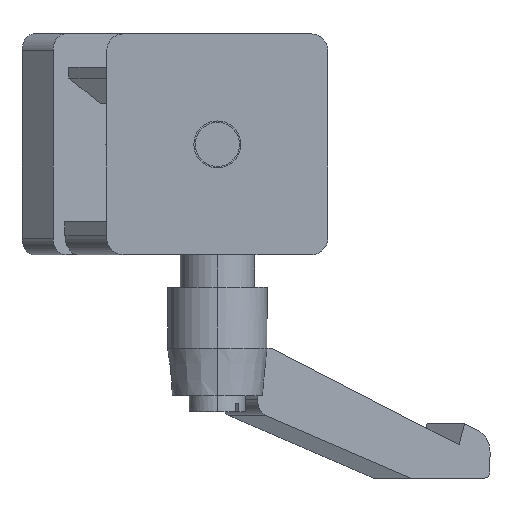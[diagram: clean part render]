
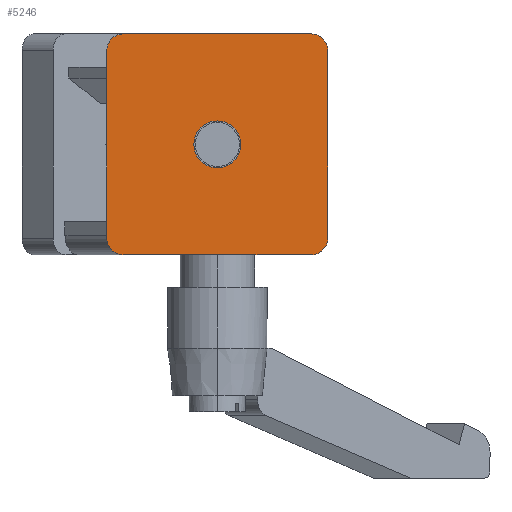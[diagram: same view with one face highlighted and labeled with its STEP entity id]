
A CAD part, front view. The second image highlights one B-rep face of the part: STEP entity #5246.
In plain terms, the highlighted planar face has unit normal (0, -1, 0).
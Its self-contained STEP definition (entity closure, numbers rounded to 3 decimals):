
#74 = FACE_OUTER_BOUND ( 'NONE', #909, .T. ) ;
#218 = CARTESIAN_POINT ( 'NONE',  ( 20., -8., 0. ) ) ;
#260 = ORIENTED_EDGE ( 'NONE', *, *, #4279, .F. ) ;
#309 = CARTESIAN_POINT ( 'NONE',  ( -17., -8., -20. ) ) ;
#342 = DIRECTION ( 'NONE',  ( 0., 0., 1. ) ) ;
#449 = VERTEX_POINT ( 'NONE', #4840 ) ;
#466 = DIRECTION ( 'NONE',  ( 0., 1., 0. ) ) ;
#592 = VERTEX_POINT ( 'NONE', #2360 ) ;
#602 = ORIENTED_EDGE ( 'NONE', *, *, #1174, .F. ) ;
#801 = LINE ( 'NONE', #2631, #1600 ) ;
#816 = DIRECTION ( 'NONE',  ( 0., 1., 0. ) ) ;
#817 = CIRCLE ( 'NONE', #2682, 3. ) ;
#828 = CARTESIAN_POINT ( 'NONE',  ( 20., -8., 17. ) ) ;
#909 = EDGE_LOOP ( 'NONE', ( #3581, #2108, #4094, #4072, #3158, #4583, #260, #602 ) ) ;
#1090 = AXIS2_PLACEMENT_3D ( 'NONE', #2510, #2549, #342 ) ;
#1174 = EDGE_CURVE ( 'NONE', #3089, #1177, #2987, .T. ) ;
#1177 = VERTEX_POINT ( 'NONE', #5641 ) ;
#1270 = LINE ( 'NONE', #4847, #5556 ) ;
#1311 = DIRECTION ( 'NONE',  ( 0., -1., 0. ) ) ;
#1342 = EDGE_LOOP ( 'NONE', ( #3854, #4464 ) ) ;
#1569 = VECTOR ( 'NONE', #3766, 1000. ) ;
#1600 = VECTOR ( 'NONE', #2648, 1000. ) ;
#1656 = CARTESIAN_POINT ( 'NONE',  ( 17., -8., -20. ) ) ;
#1738 = DIRECTION ( 'NONE',  ( 0., -1., 0. ) ) ;
#1877 = EDGE_CURVE ( 'NONE', #3389, #449, #5590, .T. ) ;
#2037 = CIRCLE ( 'NONE', #4026, 3. ) ;
#2108 = ORIENTED_EDGE ( 'NONE', *, *, #1877, .F. ) ;
#2126 = CARTESIAN_POINT ( 'NONE',  ( -17., -8., -17. ) ) ;
#2129 = CIRCLE ( 'NONE', #3921, 4.25 ) ;
#2187 = DIRECTION ( 'NONE',  ( -1., 0., 0. ) ) ;
#2193 = PLANE ( 'NONE',  #4509 ) ;
#2228 = AXIS2_PLACEMENT_3D ( 'NONE', #4808, #1738, #3456 ) ;
#2360 = CARTESIAN_POINT ( 'NONE',  ( 20., -8., -17. ) ) ;
#2421 = AXIS2_PLACEMENT_3D ( 'NONE', #2126, #3951, #5683 ) ;
#2426 = CARTESIAN_POINT ( 'NONE',  ( 0., -8., -20. ) ) ;
#2510 = CARTESIAN_POINT ( 'NONE',  ( -17., -8., 17. ) ) ;
#2529 = EDGE_CURVE ( 'NONE', #2688, #5046, #3217, .T. ) ;
#2549 = DIRECTION ( 'NONE',  ( 0., 1., 0. ) ) ;
#2631 = CARTESIAN_POINT ( 'NONE',  ( -20., -8., 0. ) ) ;
#2648 = DIRECTION ( 'NONE',  ( 0., 0., 1. ) ) ;
#2682 = AXIS2_PLACEMENT_3D ( 'NONE', #4868, #816, #3914 ) ;
#2688 = VERTEX_POINT ( 'NONE', #3122 ) ;
#2987 = CIRCLE ( 'NONE', #1090, 3. ) ;
#3089 = VERTEX_POINT ( 'NONE', #4593 ) ;
#3100 = CARTESIAN_POINT ( 'NONE',  ( 0., -8., 0. ) ) ;
#3122 = CARTESIAN_POINT ( 'NONE',  ( 0., -8., 4.25 ) ) ;
#3158 = ORIENTED_EDGE ( 'NONE', *, *, #3960, .F. ) ;
#3180 = VERTEX_POINT ( 'NONE', #1656 ) ;
#3197 = VERTEX_POINT ( 'NONE', #4339 ) ;
#3217 = CIRCLE ( 'NONE', #2228, 4.25 ) ;
#3222 = LINE ( 'NONE', #2426, #4903 ) ;
#3231 = CARTESIAN_POINT ( 'NONE',  ( 0., -8., -4.25 ) ) ;
#3322 = DIRECTION ( 'NONE',  ( -1., 0., 0. ) ) ;
#3389 = VERTEX_POINT ( 'NONE', #309 ) ;
#3456 = DIRECTION ( 'NONE',  ( 0., 0., -1. ) ) ;
#3505 = FACE_BOUND ( 'NONE', #1342, .T. ) ;
#3528 = EDGE_CURVE ( 'NONE', #592, #3180, #2037, .T. ) ;
#3530 = DIRECTION ( 'NONE',  ( 0., 0., 1. ) ) ;
#3581 = ORIENTED_EDGE ( 'NONE', *, *, #3918, .F. ) ;
#3766 = DIRECTION ( 'NONE',  ( 0., 0., -1. ) ) ;
#3822 = LINE ( 'NONE', #218, #1569 ) ;
#3854 = ORIENTED_EDGE ( 'NONE', *, *, #4012, .F. ) ;
#3914 = DIRECTION ( 'NONE',  ( -1., 0., 0. ) ) ;
#3918 = EDGE_CURVE ( 'NONE', #449, #3089, #801, .T. ) ;
#3921 = AXIS2_PLACEMENT_3D ( 'NONE', #4958, #1311, #4897 ) ;
#3951 = DIRECTION ( 'NONE',  ( 0., 1., 0. ) ) ;
#3960 = EDGE_CURVE ( 'NONE', #5414, #592, #3822, .T. ) ;
#4012 = EDGE_CURVE ( 'NONE', #5046, #2688, #2129, .T. ) ;
#4026 = AXIS2_PLACEMENT_3D ( 'NONE', #4392, #5730, #2187 ) ;
#4072 = ORIENTED_EDGE ( 'NONE', *, *, #3528, .F. ) ;
#4094 = ORIENTED_EDGE ( 'NONE', *, *, #5700, .F. ) ;
#4279 = EDGE_CURVE ( 'NONE', #1177, #3197, #1270, .T. ) ;
#4339 = CARTESIAN_POINT ( 'NONE',  ( 17., -8., 20. ) ) ;
#4392 = CARTESIAN_POINT ( 'NONE',  ( 17., -8., -17. ) ) ;
#4464 = ORIENTED_EDGE ( 'NONE', *, *, #2529, .F. ) ;
#4509 = AXIS2_PLACEMENT_3D ( 'NONE', #3100, #466, #3530 ) ;
#4583 = ORIENTED_EDGE ( 'NONE', *, *, #4653, .F. ) ;
#4593 = CARTESIAN_POINT ( 'NONE',  ( -20., -8., 17. ) ) ;
#4653 = EDGE_CURVE ( 'NONE', #3197, #5414, #817, .T. ) ;
#4808 = CARTESIAN_POINT ( 'NONE',  ( 0., -8., 0. ) ) ;
#4840 = CARTESIAN_POINT ( 'NONE',  ( -20., -8., -17. ) ) ;
#4847 = CARTESIAN_POINT ( 'NONE',  ( 0., -8., 20. ) ) ;
#4868 = CARTESIAN_POINT ( 'NONE',  ( 17., -8., 17. ) ) ;
#4897 = DIRECTION ( 'NONE',  ( 0., 0., -1. ) ) ;
#4903 = VECTOR ( 'NONE', #3322, 1000. ) ;
#4958 = CARTESIAN_POINT ( 'NONE',  ( 0., -8., 0. ) ) ;
#5046 = VERTEX_POINT ( 'NONE', #3231 ) ;
#5246 = ADVANCED_FACE ( 'NONE', ( #3505, #74 ), #2193, .F. ) ;
#5414 = VERTEX_POINT ( 'NONE', #828 ) ;
#5556 = VECTOR ( 'NONE', #5682, 1000. ) ;
#5590 = CIRCLE ( 'NONE', #2421, 3. ) ;
#5641 = CARTESIAN_POINT ( 'NONE',  ( -17., -8., 20. ) ) ;
#5682 = DIRECTION ( 'NONE',  ( 1., 0., 0. ) ) ;
#5683 = DIRECTION ( 'NONE',  ( 0., 0., 1. ) ) ;
#5700 = EDGE_CURVE ( 'NONE', #3180, #3389, #3222, .T. ) ;
#5730 = DIRECTION ( 'NONE',  ( 0., 1., 0. ) ) ;
